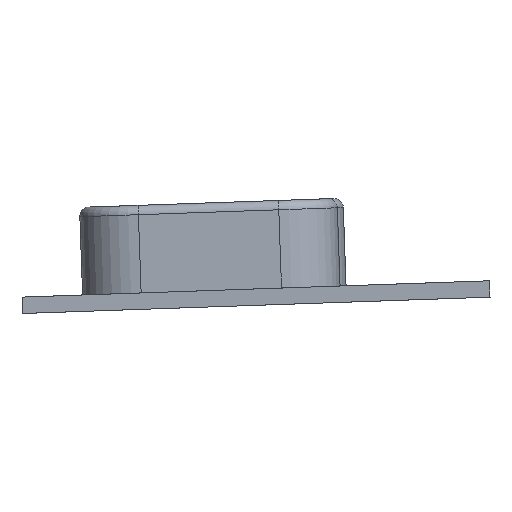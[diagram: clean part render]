
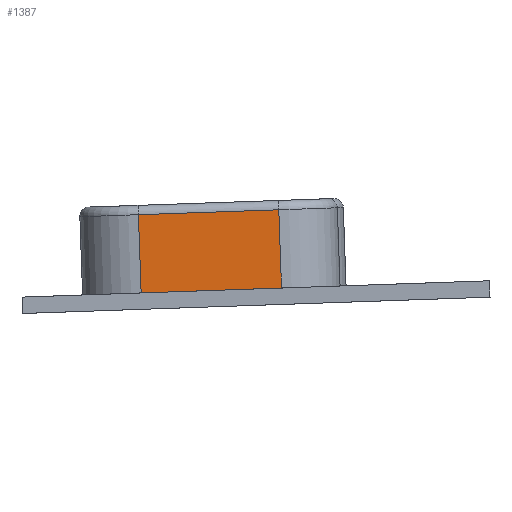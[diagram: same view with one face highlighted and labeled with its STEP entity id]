
A CAD part, front view. The second image highlights one B-rep face of the part: STEP entity #1387.
In plain terms, the highlighted planar face has unit normal (0, -1, 0).
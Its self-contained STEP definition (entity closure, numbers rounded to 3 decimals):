
#294=ORIENTED_EDGE('',*,*,#642,.F.);
#295=ORIENTED_EDGE('',*,*,#647,.T.);
#296=ORIENTED_EDGE('',*,*,#645,.T.);
#297=ORIENTED_EDGE('',*,*,#599,.T.);
#599=EDGE_CURVE('',#794,#792,#894,.T.);
#642=EDGE_CURVE('',#821,#792,#923,.T.);
#645=EDGE_CURVE('',#823,#794,#926,.T.);
#647=EDGE_CURVE('',#821,#823,#927,.F.);
#792=VERTEX_POINT('',#2201);
#794=VERTEX_POINT('',#2204);
#821=VERTEX_POINT('',#2292);
#823=VERTEX_POINT('',#2300);
#894=LINE('',#2203,#1016);
#923=LINE('',#2293,#1045);
#926=LINE('',#2299,#1048);
#927=LINE('',#2303,#1049);
#1016=VECTOR('',#1725,1000.);
#1045=VECTOR('',#1820,1000.);
#1048=VECTOR('',#1827,1000.);
#1049=VECTOR('',#1832,1000.);
#1145=EDGE_LOOP('',(#294,#295,#296,#297));
#1253=FACE_BOUND('',#1145,.T.);
#1337=PLANE('',#1530);
#1387=ADVANCED_FACE('',(#1253),#1337,.F.);
#1530=AXIS2_PLACEMENT_3D('',#2302,#1830,#1831);
#1725=DIRECTION('',(0.999,0.,0.035));
#1820=DIRECTION('',(0.035,0.,-0.999));
#1827=DIRECTION('',(0.035,0.,-0.999));
#1830=DIRECTION('',(0.,1.,0.));
#1831=DIRECTION('',(-1.,0.,0.));
#1832=DIRECTION('',(0.999,0.,0.035));
#2201=CARTESIAN_POINT('',(-23.053,17.163,2.765));
#2203=CARTESIAN_POINT('',(-23.053,17.163,2.765));
#2204=CARTESIAN_POINT('',(-38.268,17.163,2.233));
#2292=CARTESIAN_POINT('',(-23.35,17.163,11.243));
#2293=CARTESIAN_POINT('',(-23.385,17.163,12.258));
#2299=CARTESIAN_POINT('',(-38.6,17.163,11.727));
#2300=CARTESIAN_POINT('',(-38.564,17.163,10.712));
#2302=CARTESIAN_POINT('',(-23.385,17.163,12.258));
#2303=CARTESIAN_POINT('',(-38.564,17.163,10.712));
